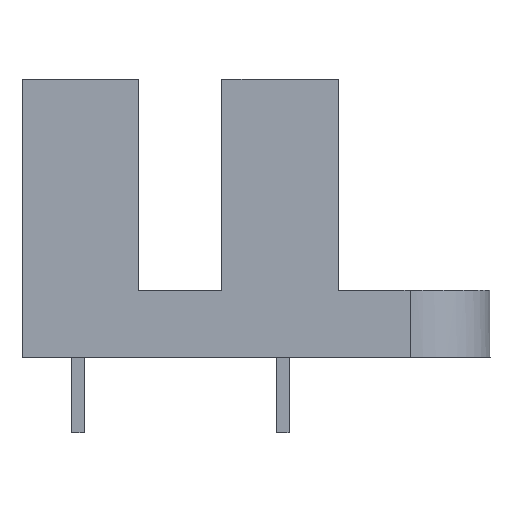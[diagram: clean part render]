
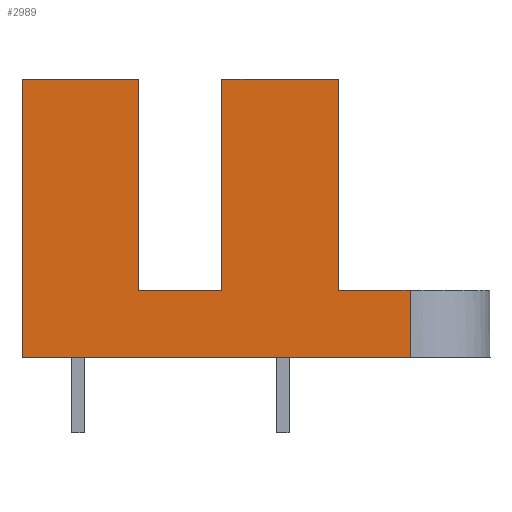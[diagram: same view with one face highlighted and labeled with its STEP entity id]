
A CAD part, front view. The second image highlights one B-rep face of the part: STEP entity #2989.
In plain terms, the highlighted free-form (B-spline) face has degree [1, 1] with [2, 2] control points.
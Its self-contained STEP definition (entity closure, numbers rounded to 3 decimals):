
#1566 = VERTEX_POINT('',#1567);
#1567 = CARTESIAN_POINT('',(-2.399,-33.705,
    3.882));
#1596 = VERTEX_POINT('',#1597);
#1597 = CARTESIAN_POINT('',(-2.399,-33.705,
    16.067));
#1602 = EDGE_CURVE('',#1596,#1566,#1603,.T.);
#1603 = B_SPLINE_CURVE_WITH_KNOTS('',1,(#1604,#1605),.UNSPECIFIED.,.F.,
  .F.,(2,2),(-11.05,-2.67),.PIECEWISE_BEZIER_KNOTS.);
#1604 = CARTESIAN_POINT('',(-2.399,-33.705,
    16.067));
#1605 = CARTESIAN_POINT('',(-2.399,-33.705,
    3.882));
#1730 = VERTEX_POINT('',#1731);
#1731 = CARTESIAN_POINT('',(-9.139,-33.705,
    16.067));
#1736 = EDGE_CURVE('',#1730,#1596,#1737,.T.);
#1737 = B_SPLINE_CURVE_WITH_KNOTS('',1,(#1738,#1739),.UNSPECIFIED.,.F.,
  .F.,(2,2),(0.,4.635),.PIECEWISE_BEZIER_KNOTS.);
#1738 = CARTESIAN_POINT('',(-9.139,-33.705,
    16.067));
#1739 = CARTESIAN_POINT('',(-2.399,-33.705,
    16.067));
#1753 = VERTEX_POINT('',#1754);
#1754 = CARTESIAN_POINT('',(2.399,-33.705,
    3.882));
#1759 = EDGE_CURVE('',#1753,#1760,#1762,.T.);
#1760 = VERTEX_POINT('',#1761);
#1761 = CARTESIAN_POINT('',(2.399,-33.705,
    16.067));
#1762 = B_SPLINE_CURVE_WITH_KNOTS('',1,(#1763,#1764),.UNSPECIFIED.,.F.,
  .F.,(2,2),(2.67,11.05),.PIECEWISE_BEZIER_KNOTS.);
#1763 = CARTESIAN_POINT('',(2.399,-33.705,
    3.882));
#1764 = CARTESIAN_POINT('',(2.399,-33.705,
    16.067));
#1887 = VERTEX_POINT('',#1888);
#1888 = CARTESIAN_POINT('',(13.261,-33.705,0.));
#1906 = VERTEX_POINT('',#1907);
#1907 = CARTESIAN_POINT('',(13.261,-33.705,
    3.882));
#1915 = EDGE_CURVE('',#1906,#1887,#1916,.T.);
#1916 = B_SPLINE_CURVE_WITH_KNOTS('',1,(#1917,#1918),.UNSPECIFIED.,.F.,
  .F.,(2,2),(-2.67,0.),.PIECEWISE_BEZIER_KNOTS.);
#1917 = CARTESIAN_POINT('',(13.261,-33.705,
    3.882));
#1918 = CARTESIAN_POINT('',(13.261,-33.705,0.));
#1990 = EDGE_CURVE('',#1991,#1906,#1993,.T.);
#1991 = VERTEX_POINT('',#1992);
#1992 = CARTESIAN_POINT('',(9.139,-33.705,
    3.882));
#1993 = B_SPLINE_CURVE_WITH_KNOTS('',2,(#1994,#1995,#1996),
  .UNSPECIFIED.,.F.,.F.,(3,3),(25.395,28.23),
  .PIECEWISE_BEZIER_KNOTS.);
#1994 = CARTESIAN_POINT('',(9.139,-33.705,
    3.882));
#1995 = CARTESIAN_POINT('',(11.2,-33.705,
    3.882));
#1996 = CARTESIAN_POINT('',(13.261,-33.705,
    3.882));
#2023 = EDGE_CURVE('',#1566,#1753,#2024,.T.);
#2024 = B_SPLINE_CURVE_WITH_KNOTS('',2,(#2025,#2026,#2027),
  .UNSPECIFIED.,.F.,.F.,(3,3),(17.46,20.76),
  .PIECEWISE_BEZIER_KNOTS.);
#2025 = CARTESIAN_POINT('',(-2.399,-33.705,
    3.882));
#2026 = CARTESIAN_POINT('',(0.,-33.705,
    3.882));
#2027 = CARTESIAN_POINT('',(2.399,-33.705,
    3.882));
#2095 = EDGE_CURVE('',#1760,#2096,#2098,.T.);
#2096 = VERTEX_POINT('',#2097);
#2097 = CARTESIAN_POINT('',(9.139,-33.705,
    16.067));
#2098 = B_SPLINE_CURVE_WITH_KNOTS('',1,(#2099,#2100),.UNSPECIFIED.,.F.,
  .F.,(2,2),(0.,4.635),.PIECEWISE_BEZIER_KNOTS.);
#2099 = CARTESIAN_POINT('',(2.399,-33.705,
    16.067));
#2100 = CARTESIAN_POINT('',(9.139,-33.705,
    16.067));
#2200 = EDGE_CURVE('',#2096,#1991,#2201,.T.);
#2201 = B_SPLINE_CURVE_WITH_KNOTS('',1,(#2202,#2203),.UNSPECIFIED.,.F.,
  .F.,(2,2),(-11.05,-2.67),.PIECEWISE_BEZIER_KNOTS.);
#2202 = CARTESIAN_POINT('',(9.139,-33.705,
    16.067));
#2203 = CARTESIAN_POINT('',(9.139,-33.705,
    3.882));
#2949 = VERTEX_POINT('',#2950);
#2950 = CARTESIAN_POINT('',(-9.139,-33.705,
    0.));
#2970 = EDGE_CURVE('',#1887,#2949,#2971,.T.);
#2971 = B_SPLINE_CURVE_WITH_KNOTS('',2,(#2972,#2973,#2974,#2975,#2976,
    #2977,#2978,#2979,#2980),.UNSPECIFIED.,.F.,.F.,(3,2,2,2,3),(
    -28.23,-25.395,-20.76,-17.46,
    -12.825),.UNSPECIFIED.);
#2972 = CARTESIAN_POINT('',(13.261,-33.705,0.));
#2973 = CARTESIAN_POINT('',(11.2,-33.705,
    0.));
#2974 = CARTESIAN_POINT('',(9.139,-33.705,
    0.));
#2975 = CARTESIAN_POINT('',(5.769,-33.705,
    0.));
#2976 = CARTESIAN_POINT('',(2.399,-33.705,
    0.));
#2977 = CARTESIAN_POINT('',(0.,-33.705,
    0.));
#2978 = CARTESIAN_POINT('',(-2.399,-33.705,
    0.));
#2979 = CARTESIAN_POINT('',(-5.769,-33.705,
    0.));
#2980 = CARTESIAN_POINT('',(-9.139,-33.705,
    0.));
#2989 = ADVANCED_FACE('',(#2990),#3013,.T.);
#2990 = FACE_BOUND('',#2991,.T.);
#2991 = EDGE_LOOP('',(#2992,#2993,#2994,#2995,#2996,#2997,#2998,#2999,
    #3000,#3001,#3008));
#2992 = ORIENTED_EDGE('',*,*,#2970,.F.);
#2993 = ORIENTED_EDGE('',*,*,#1915,.F.);
#2994 = ORIENTED_EDGE('',*,*,#1990,.F.);
#2995 = ORIENTED_EDGE('',*,*,#2200,.F.);
#2996 = ORIENTED_EDGE('',*,*,#2095,.F.);
#2997 = ORIENTED_EDGE('',*,*,#1759,.F.);
#2998 = ORIENTED_EDGE('',*,*,#2023,.F.);
#2999 = ORIENTED_EDGE('',*,*,#1602,.F.);
#3000 = ORIENTED_EDGE('',*,*,#1736,.F.);
#3001 = ORIENTED_EDGE('',*,*,#3002,.T.);
#3002 = EDGE_CURVE('',#1730,#3003,#3005,.T.);
#3003 = VERTEX_POINT('',#3004);
#3004 = CARTESIAN_POINT('',(-9.139,-33.705,
    3.882));
#3005 = B_SPLINE_CURVE_WITH_KNOTS('',1,(#3006,#3007),.UNSPECIFIED.,.F.,
  .F.,(2,2),(-11.05,-2.67),.PIECEWISE_BEZIER_KNOTS.);
#3006 = CARTESIAN_POINT('',(-9.139,-33.705,
    16.067));
#3007 = CARTESIAN_POINT('',(-9.139,-33.705,
    3.882));
#3008 = ORIENTED_EDGE('',*,*,#3009,.T.);
#3009 = EDGE_CURVE('',#3003,#2949,#3010,.T.);
#3010 = B_SPLINE_CURVE_WITH_KNOTS('',1,(#3011,#3012),.UNSPECIFIED.,.F.,
  .F.,(2,2),(-2.67,0.),.PIECEWISE_BEZIER_KNOTS.);
#3011 = CARTESIAN_POINT('',(-9.139,-33.705,
    3.882));
#3012 = CARTESIAN_POINT('',(-9.139,-33.705,
    0.));
#3013 = B_SPLINE_SURFACE_WITH_KNOTS('',1,1,(
    (#3014,#3015)
    ,(#3016,#3017
    )),.UNSPECIFIED.,.F.,.F.,.F.,(2,2),(2,2),(0.,18.24),(0.,11.05),
  .PIECEWISE_BEZIER_KNOTS.);
#3014 = CARTESIAN_POINT('',(-13.261,-33.705,0.));
#3015 = CARTESIAN_POINT('',(-13.261,-33.705,
    16.067));
#3016 = CARTESIAN_POINT('',(13.261,-33.705,0.));
#3017 = CARTESIAN_POINT('',(13.261,-33.705,
    16.067));
